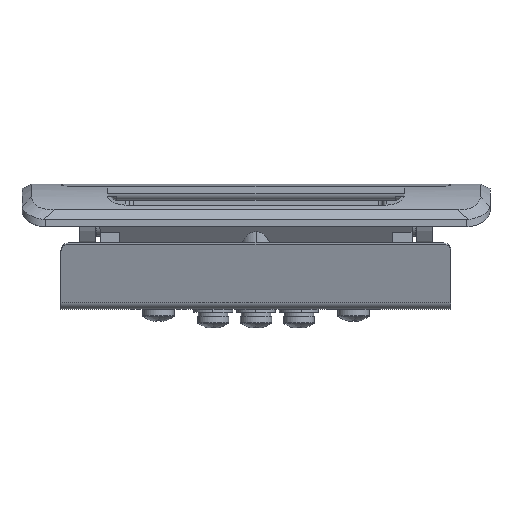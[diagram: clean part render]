
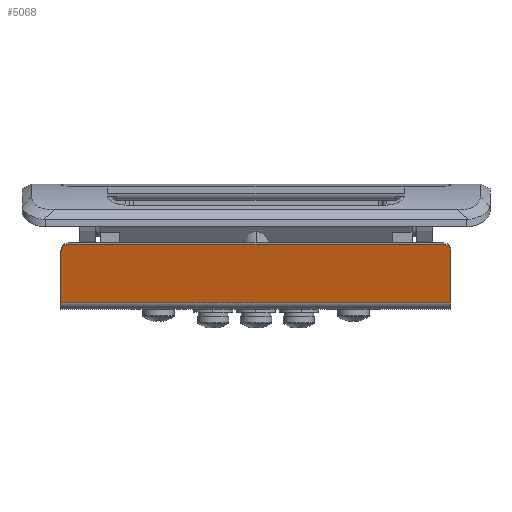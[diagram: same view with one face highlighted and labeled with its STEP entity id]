
A CAD part, front view. The second image highlights one B-rep face of the part: STEP entity #5068.
In plain terms, the highlighted planar face has unit normal (0, -0.966, -0.26).
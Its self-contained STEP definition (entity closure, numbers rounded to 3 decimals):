
#5068 = ADVANCED_FACE ( 'NONE', ( #13831 ), #13826, .F. ) ;
#5069 = EDGE_LOOP ( 'NONE', ( #5135, #5145, #5147, #5142, #5137, #5138 ) ) ;
#5080 = VERTEX_POINT ( 'NONE', #13789 ) ;
#5081 = EDGE_CURVE ( 'NONE', #5080, #5082, #13786, .T. ) ;
#5082 = VERTEX_POINT ( 'NONE', #13779 ) ;
#5135 = ORIENTED_EDGE ( 'NONE', *, *, #5140, .F. ) ;
#5136 = VERTEX_POINT ( 'NONE', #13994 ) ;
#5137 = ORIENTED_EDGE ( 'NONE', *, *, #5148, .T. ) ;
#5138 = ORIENTED_EDGE ( 'NONE', *, *, #5149, .F. ) ;
#5140 = EDGE_CURVE ( 'NONE', #5151, #5141, #13991, .T. ) ;
#5141 = VERTEX_POINT ( 'NONE', #13983 ) ;
#5142 = ORIENTED_EDGE ( 'NONE', *, *, #5143, .T. ) ;
#5143 = EDGE_CURVE ( 'NONE', #5082, #5136, #13979, .T. ) ;
#5145 = ORIENTED_EDGE ( 'NONE', *, *, #5146, .T. ) ;
#5146 = EDGE_CURVE ( 'NONE', #5151, #5080, #14082, .T. ) ;
#5147 = ORIENTED_EDGE ( 'NONE', *, *, #5081, .T. ) ;
#5148 = EDGE_CURVE ( 'NONE', #5136, #5150, #14073, .T. ) ;
#5149 = EDGE_CURVE ( 'NONE', #5141, #5150, #14064, .T. ) ;
#5150 = VERTEX_POINT ( 'NONE', #14056 ) ;
#5151 = VERTEX_POINT ( 'NONE', #14054 ) ;
#13779 = CARTESIAN_POINT ( 'NONE',  ( -48., -26.5, 16.688 ) ) ;
#13780 = DIRECTION ( 'NONE',  ( -1., 0., 0. ) ) ;
#13782 = VECTOR ( 'NONE', #13780, 1000. ) ;
#13784 = CARTESIAN_POINT ( 'NONE',  ( 50., -26.5, 16.688 ) ) ;
#13786 = LINE ( 'NONE', #13784, #13782 ) ;
#13789 = CARTESIAN_POINT ( 'NONE',  ( 48., -26.5, 16.688 ) ) ;
#13820 = DIRECTION ( 'NONE',  ( 0., -0.26, 0.966 ) ) ;
#13821 = DIRECTION ( 'NONE',  ( 0., 0.966, 0.26 ) ) ;
#13823 = CARTESIAN_POINT ( 'NONE',  ( 50., -22.439, 1.627 ) ) ;
#13825 = AXIS2_PLACEMENT_3D ( 'NONE', #13823, #13821, #13820 ) ;
#13826 = PLANE ( 'NONE',  #13825 ) ;
#13831 = FACE_OUTER_BOUND ( 'NONE', #5069, .T. ) ;
#13972 = DIRECTION ( 'NONE',  ( 0., -0.26, 0.966 ) ) ;
#13975 = DIRECTION ( 'NONE',  ( 0., -0.966, -0.26 ) ) ;
#13977 = CARTESIAN_POINT ( 'NONE',  ( -48., -25.979, 14.757 ) ) ;
#13978 = AXIS2_PLACEMENT_3D ( 'NONE', #13977, #13975, #13972 ) ;
#13979 = CIRCLE ( 'NONE', #13978, 2. ) ;
#13983 = CARTESIAN_POINT ( 'NONE',  ( 50., -22.439, 1.627 ) ) ;
#13986 = DIRECTION ( 'NONE',  ( 0., 0.26, -0.966 ) ) ;
#13988 = VECTOR ( 'NONE', #13986, 1000. ) ;
#13990 = CARTESIAN_POINT ( 'NONE',  ( 50., -22.439, 1.627 ) ) ;
#13991 = LINE ( 'NONE', #13990, #13988 ) ;
#13994 = CARTESIAN_POINT ( 'NONE',  ( -50., -25.979, 14.757 ) ) ;
#14054 = CARTESIAN_POINT ( 'NONE',  ( 50., -25.979, 14.757 ) ) ;
#14056 = CARTESIAN_POINT ( 'NONE',  ( -50., -22.439, 1.627 ) ) ;
#14059 = DIRECTION ( 'NONE',  ( -1., 0., 0. ) ) ;
#14061 = VECTOR ( 'NONE', #14059, 1000. ) ;
#14063 = CARTESIAN_POINT ( 'NONE',  ( 50., -22.439, 1.627 ) ) ;
#14064 = LINE ( 'NONE', #14063, #14061 ) ;
#14068 = DIRECTION ( 'NONE',  ( 0., 0.26, -0.966 ) ) ;
#14070 = VECTOR ( 'NONE', #14068, 1000. ) ;
#14072 = CARTESIAN_POINT ( 'NONE',  ( -50., -22.439, 1.627 ) ) ;
#14073 = LINE ( 'NONE', #14072, #14070 ) ;
#14076 = DIRECTION ( 'NONE',  ( 0., -0.26, 0.966 ) ) ;
#14079 = DIRECTION ( 'NONE',  ( 0., -0.966, -0.26 ) ) ;
#14081 = AXIS2_PLACEMENT_3D ( 'NONE', #14091, #14079, #14076 ) ;
#14082 = CIRCLE ( 'NONE', #14081, 2. ) ;
#14091 = CARTESIAN_POINT ( 'NONE',  ( 48., -25.979, 14.757 ) ) ;
